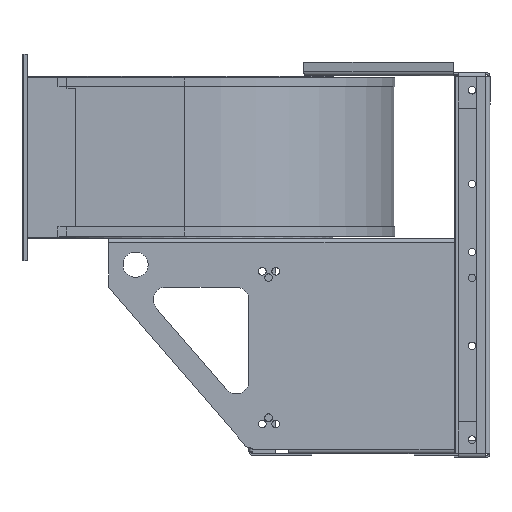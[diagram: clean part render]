
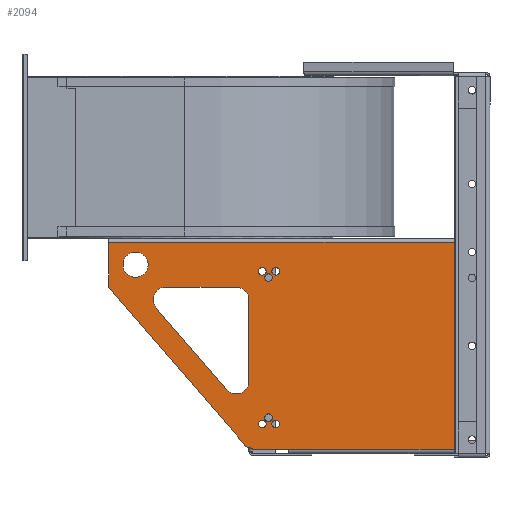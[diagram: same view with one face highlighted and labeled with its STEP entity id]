
A CAD part, left-side view. The second image highlights one B-rep face of the part: STEP entity #2094.
In plain terms, the highlighted planar face has unit normal (-1, 0, 0).
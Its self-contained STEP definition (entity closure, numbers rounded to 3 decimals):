
#2094=ADVANCED_FACE('',(#11178,#11180,#11182,#11184,#11186,#11188,#11190,#11192,
#11194),#11196,.F.);
#11178=FACE_BOUND('',#11179,.T.);
#11179=EDGE_LOOP('',(#18992,#18993,#18994,#18995,#18996,#18997,#18998));
#11180=FACE_BOUND('',#11181,.T.);
#11181=EDGE_LOOP('',(#18999,#19000,#19001,#19002,#19003,#19004));
#11182=FACE_BOUND('',#11183,.T.);
#11183=EDGE_LOOP('',(#19005));
#11184=FACE_BOUND('',#11185,.T.);
#11185=EDGE_LOOP('',(#19006));
#11186=FACE_BOUND('',#11187,.T.);
#11187=EDGE_LOOP('',(#19007));
#11188=FACE_BOUND('',#11189,.T.);
#11189=EDGE_LOOP('',(#19008));
#11190=FACE_BOUND('',#11191,.T.);
#11191=EDGE_LOOP('',(#19009));
#11192=FACE_BOUND('',#11193,.T.);
#11193=EDGE_LOOP('',(#19010));
#11194=FACE_BOUND('',#11195,.T.);
#11195=EDGE_LOOP('',(#19011));
#11196=PLANE('',#11197);
#11197=AXIS2_PLACEMENT_3D('',#11198,#11199,#11200);
#11198=CARTESIAN_POINT('',(-210.,4.6,275.941));
#11199=DIRECTION('',(1.,0.,0.));
#11200=DIRECTION('',(0.,0.,-1.));
#18992=ORIENTED_EDGE('',*,*,#24224,.F.);
#18993=ORIENTED_EDGE('',*,*,#24163,.F.);
#18994=ORIENTED_EDGE('',*,*,#24225,.F.);
#18995=ORIENTED_EDGE('',*,*,#24226,.F.);
#18996=ORIENTED_EDGE('',*,*,#24227,.F.);
#18997=ORIENTED_EDGE('',*,*,#24228,.F.);
#18998=ORIENTED_EDGE('',*,*,#24229,.T.);
#18999=ORIENTED_EDGE('',*,*,#24230,.T.);
#19000=ORIENTED_EDGE('',*,*,#24231,.T.);
#19001=ORIENTED_EDGE('',*,*,#24232,.T.);
#19002=ORIENTED_EDGE('',*,*,#24233,.T.);
#19003=ORIENTED_EDGE('',*,*,#24234,.T.);
#19004=ORIENTED_EDGE('',*,*,#24235,.T.);
#19005=ORIENTED_EDGE('',*,*,#24236,.T.);
#19006=ORIENTED_EDGE('',*,*,#24237,.T.);
#19007=ORIENTED_EDGE('',*,*,#24238,.T.);
#19008=ORIENTED_EDGE('',*,*,#24239,.T.);
#19009=ORIENTED_EDGE('',*,*,#24240,.T.);
#19010=ORIENTED_EDGE('',*,*,#24241,.T.);
#19011=ORIENTED_EDGE('',*,*,#24242,.T.);
#24163=EDGE_CURVE('',#27387,#27389,#27390,.T.);
#24224=EDGE_CURVE('',#27389,#27498,#27499,.T.);
#24225=EDGE_CURVE('',#27500,#27387,#27501,.T.);
#24226=EDGE_CURVE('',#27502,#27500,#27503,.T.);
#24227=EDGE_CURVE('',#27504,#27502,#27505,.T.);
#24228=EDGE_CURVE('',#27506,#27504,#27507,.T.);
#24229=EDGE_CURVE('',#27506,#27498,#27508,.T.);
#24230=EDGE_CURVE('',#27509,#27510,#27511,.T.);
#24231=EDGE_CURVE('',#27510,#27512,#27513,.T.);
#24232=EDGE_CURVE('',#27512,#27514,#27515,.T.);
#24233=EDGE_CURVE('',#27514,#27516,#27517,.T.);
#24234=EDGE_CURVE('',#27516,#27518,#27519,.T.);
#24235=EDGE_CURVE('',#27518,#27509,#27520,.T.);
#24236=EDGE_CURVE('',#27521,#27521,#27522,.T.);
#24237=EDGE_CURVE('',#27523,#27523,#27524,.F.);
#24238=EDGE_CURVE('',#27525,#27525,#27526,.F.);
#24239=EDGE_CURVE('',#27527,#27527,#27528,.F.);
#24240=EDGE_CURVE('',#27529,#27529,#27530,.F.);
#24241=EDGE_CURVE('',#27531,#27531,#27532,.F.);
#24242=EDGE_CURVE('',#27533,#27533,#27534,.F.);
#27387=VERTEX_POINT('',#33054);
#27389=VERTEX_POINT('',#33059);
#27390=LINE('',#33060,#33061);
#27498=VERTEX_POINT('',#33318);
#27499=LINE('',#33319,#33320);
#27500=VERTEX_POINT('',#33322);
#27501=LINE('',#33323,#33324);
#27502=VERTEX_POINT('',#33326);
#27503=LINE('',#33327,#33328);
#27504=VERTEX_POINT('',#33330);
#27505=LINE('',#33331,#33332);
#27506=VERTEX_POINT('',#33334);
#27507=LINE('',#33335,#33336);
#27508=LINE('',#33338,#33339);
#27509=VERTEX_POINT('',#33341);
#27510=VERTEX_POINT('',#33342);
#27511=LINE('',#33343,#33344);
#27512=VERTEX_POINT('',#33346);
#27513=CIRCLE('',#33347,14.);
#27514=VERTEX_POINT('',#33351);
#27515=LINE('',#33352,#33353);
#27516=VERTEX_POINT('',#33355);
#27517=CIRCLE('',#33356,14.);
#27518=VERTEX_POINT('',#33360);
#27519=LINE('',#33361,#33362);
#27520=CIRCLE('',#33364,14.);
#27521=VERTEX_POINT('',#33368);
#27522=CIRCLE('',#33369,14.);
#27523=VERTEX_POINT('',#33373);
#27524=CIRCLE('',#33374,4.25);
#27525=VERTEX_POINT('',#33378);
#27526=CIRCLE('',#33379,4.25);
#27527=VERTEX_POINT('',#33383);
#27528=CIRCLE('',#33384,4.25);
#27529=VERTEX_POINT('',#33388);
#27530=CIRCLE('',#33389,4.25);
#27531=VERTEX_POINT('',#33393);
#27532=CIRCLE('',#33394,4.25);
#27533=VERTEX_POINT('',#33398);
#27534=CIRCLE('',#33399,4.25);
#33054=CARTESIAN_POINT('',(-210.,424.6,235.2));
#33059=CARTESIAN_POINT('',(-210.,35.4,235.2));
#33060=CARTESIAN_POINT('',(-210.,424.6,235.2));
#33061=VECTOR('',#33062,1.);
#33062=DIRECTION('',(0.,-1.,0.));
#33318=CARTESIAN_POINT('',(-210.,35.4,4.6));
#33319=CARTESIAN_POINT('',(-210.,35.4,235.2));
#33320=VECTOR('',#33321,1.);
#33321=DIRECTION('',(0.,0.,-1.));
#33322=CARTESIAN_POINT('',(-210.,424.6,185.2));
#33323=CARTESIAN_POINT('',(-210.,424.6,185.2));
#33324=VECTOR('',#33325,1.);
#33325=DIRECTION('',(0.,0.,1.));
#33326=CARTESIAN_POINT('',(-210.,271.868,8.384));
#33327=CARTESIAN_POINT('',(-210.,271.868,8.384));
#33328=VECTOR('',#33329,1.);
#33329=DIRECTION('',(0.,0.654,0.757));
#33330=CARTESIAN_POINT('',(-210.,263.6,4.6));
#33331=CARTESIAN_POINT('',(-210.,263.6,4.6));
#33332=VECTOR('',#33333,1.);
#33333=DIRECTION('',(0.,0.909,0.416));
#33334=CARTESIAN_POINT('',(-210.,224.6,4.6));
#33335=CARTESIAN_POINT('',(-210.,224.6,4.6));
#33336=VECTOR('',#33337,1.);
#33337=DIRECTION('',(0.,1.,0.));
#33338=CARTESIAN_POINT('',(-210.,224.6,4.6));
#33339=VECTOR('',#33340,1.);
#33340=DIRECTION('',(0.,-1.,0.));
#33341=CARTESIAN_POINT('',(-210.,268.6,171.2));
#33342=CARTESIAN_POINT('',(-210.,268.6,80.469));
#33343=CARTESIAN_POINT('',(-210.,268.6,171.2));
#33344=VECTOR('',#33345,1.);
#33345=DIRECTION('',(0.,0.,-1.));
#33346=CARTESIAN_POINT('',(-210.,293.195,71.318));
#33347=AXIS2_PLACEMENT_3D('',#33348,#33349,#33350);
#33348=CARTESIAN_POINT('',(-210.,282.6,80.469));
#33349=DIRECTION('',(1.,0.,0.));
#33350=DIRECTION('',(0.,-1.,0.));
#33351=CARTESIAN_POINT('',(-210.,371.567,162.048));
#33352=CARTESIAN_POINT('',(-210.,293.195,71.318));
#33353=VECTOR('',#33354,1.);
#33354=DIRECTION('',(0.,0.654,0.757));
#33355=CARTESIAN_POINT('',(-210.,360.972,185.2));
#33356=AXIS2_PLACEMENT_3D('',#33357,#33358,#33359);
#33357=CARTESIAN_POINT('',(-210.,360.972,171.2));
#33358=DIRECTION('',(1.,0.,0.));
#33359=DIRECTION('',(0.,0.757,-0.654));
#33360=CARTESIAN_POINT('',(-210.,282.6,185.2));
#33361=CARTESIAN_POINT('',(-210.,360.972,185.2));
#33362=VECTOR('',#33363,1.);
#33363=DIRECTION('',(0.,-1.,0.));
#33364=AXIS2_PLACEMENT_3D('',#33365,#33366,#33367);
#33365=CARTESIAN_POINT('',(-210.,282.6,171.2));
#33366=DIRECTION('',(1.,0.,0.));
#33367=DIRECTION('',(0.,0.,1.));
#33368=CARTESIAN_POINT('',(-210.,394.6,196.2));
#33369=AXIS2_PLACEMENT_3D('',#33370,#33371,#33372);
#33370=CARTESIAN_POINT('',(-210.,394.6,210.2));
#33371=DIRECTION('',(1.,0.,0.));
#33372=DIRECTION('',(0.,0.,-1.));
#33373=CARTESIAN_POINT('',(-210.,238.6,37.15));
#33374=AXIS2_PLACEMENT_3D('',#33375,#33376,#33377);
#33375=CARTESIAN_POINT('',(-210.,238.6,32.9));
#33376=DIRECTION('',(-1.,0.,0.));
#33377=DIRECTION('',(0.,0.,1.));
#33378=CARTESIAN_POINT('',(-210.,238.6,207.15));
#33379=AXIS2_PLACEMENT_3D('',#33380,#33381,#33382);
#33380=CARTESIAN_POINT('',(-210.,238.6,202.9));
#33381=DIRECTION('',(-1.,0.,0.));
#33382=DIRECTION('',(0.,0.,1.));
#33383=CARTESIAN_POINT('',(-210.,246.6,200.15));
#33384=AXIS2_PLACEMENT_3D('',#33385,#33386,#33387);
#33385=CARTESIAN_POINT('',(-210.,246.6,195.9));
#33386=DIRECTION('',(-1.,0.,0.));
#33387=DIRECTION('',(0.,0.,1.));
#33388=CARTESIAN_POINT('',(-210.,246.6,44.15));
#33389=AXIS2_PLACEMENT_3D('',#33390,#33391,#33392);
#33390=CARTESIAN_POINT('',(-210.,246.6,39.9));
#33391=DIRECTION('',(-1.,0.,0.));
#33392=DIRECTION('',(0.,0.,1.));
#33393=CARTESIAN_POINT('',(-210.,253.6,207.15));
#33394=AXIS2_PLACEMENT_3D('',#33395,#33396,#33397);
#33395=CARTESIAN_POINT('',(-210.,253.6,202.9));
#33396=DIRECTION('',(-1.,0.,0.));
#33397=DIRECTION('',(0.,0.,1.));
#33398=CARTESIAN_POINT('',(-210.,253.6,37.15));
#33399=AXIS2_PLACEMENT_3D('',#33400,#33401,#33402);
#33400=CARTESIAN_POINT('',(-210.,253.6,32.9));
#33401=DIRECTION('',(-1.,0.,0.));
#33402=DIRECTION('',(0.,0.,1.));
